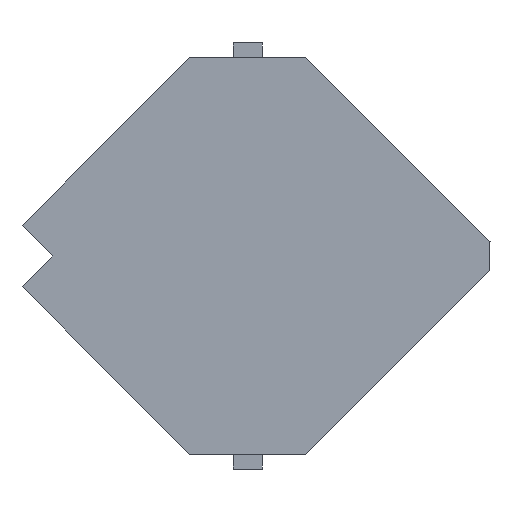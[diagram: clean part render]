
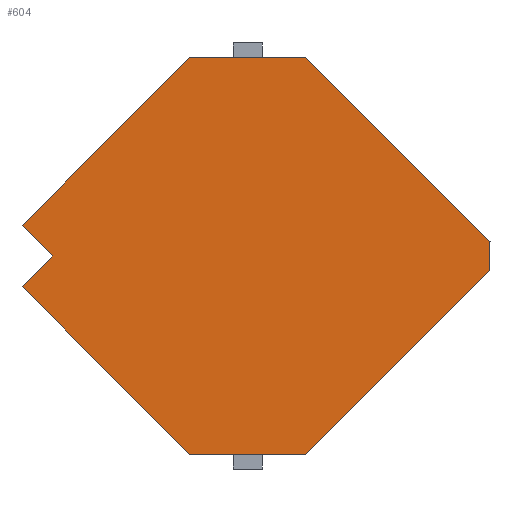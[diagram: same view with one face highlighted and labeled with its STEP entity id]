
A CAD part, front view. The second image highlights one B-rep face of the part: STEP entity #604.
In plain terms, the highlighted planar face has unit normal (0, -1, 0).
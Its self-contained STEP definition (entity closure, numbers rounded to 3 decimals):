
#61=FACE_OUTER_BOUND('',#99,.T.);
#99=EDGE_LOOP('',(#495,#496,#497,#498,#499,#500,#501,#502,#503));
#132=LINE('',#954,#194);
#135=LINE('',#959,#197);
#137=LINE('',#963,#199);
#139=LINE('',#967,#201);
#141=LINE('',#971,#203);
#143=LINE('',#975,#205);
#145=LINE('',#979,#207);
#147=LINE('',#983,#209);
#149=LINE('',#986,#211);
#194=VECTOR('',#781,10.);
#197=VECTOR('',#786,10.);
#199=VECTOR('',#790,10.);
#201=VECTOR('',#794,10.);
#203=VECTOR('',#798,10.);
#205=VECTOR('',#802,10.);
#207=VECTOR('',#806,10.);
#209=VECTOR('',#810,10.);
#211=VECTOR('',#814,10.);
#275=VERTEX_POINT('',#952);
#276=VERTEX_POINT('',#953);
#277=VERTEX_POINT('',#958);
#278=VERTEX_POINT('',#962);
#279=VERTEX_POINT('',#966);
#280=VERTEX_POINT('',#970);
#281=VERTEX_POINT('',#974);
#282=VERTEX_POINT('',#978);
#283=VERTEX_POINT('',#982);
#342=EDGE_CURVE('',#275,#276,#132,.T.);
#345=EDGE_CURVE('',#276,#277,#135,.T.);
#347=EDGE_CURVE('',#277,#278,#137,.T.);
#349=EDGE_CURVE('',#278,#279,#139,.T.);
#351=EDGE_CURVE('',#279,#280,#141,.T.);
#353=EDGE_CURVE('',#281,#280,#143,.T.);
#355=EDGE_CURVE('',#281,#282,#145,.T.);
#357=EDGE_CURVE('',#282,#283,#147,.T.);
#359=EDGE_CURVE('',#275,#283,#149,.T.);
#495=ORIENTED_EDGE('',*,*,#359,.F.);
#496=ORIENTED_EDGE('',*,*,#342,.T.);
#497=ORIENTED_EDGE('',*,*,#345,.T.);
#498=ORIENTED_EDGE('',*,*,#347,.T.);
#499=ORIENTED_EDGE('',*,*,#349,.T.);
#500=ORIENTED_EDGE('',*,*,#351,.T.);
#501=ORIENTED_EDGE('',*,*,#353,.F.);
#502=ORIENTED_EDGE('',*,*,#355,.T.);
#503=ORIENTED_EDGE('',*,*,#357,.T.);
#570=PLANE('',#676);
#604=ADVANCED_FACE('',(#61),#570,.F.);
#676=AXIS2_PLACEMENT_3D('',#987,#815,#816);
#781=DIRECTION('',(0.707,0.,-0.707));
#786=DIRECTION('',(1.,0.,0.));
#790=DIRECTION('',(0.707,0.,0.707));
#794=DIRECTION('',(0.,0.,1.));
#798=DIRECTION('',(-0.707,0.,0.707));
#802=DIRECTION('',(1.,0.,0.));
#806=DIRECTION('',(-0.707,0.,-0.707));
#810=DIRECTION('',(0.707,0.,-0.707));
#814=DIRECTION('',(0.707,0.,0.707));
#815=DIRECTION('center_axis',(0.,1.,0.));
#816=DIRECTION('ref_axis',(0.707,0.,-0.707));
#952=CARTESIAN_POINT('',(-7.778,0.,-1.061));
#953=CARTESIAN_POINT('',(-2.,0.,-6.839));
#954=CARTESIAN_POINT('',(-7.778,0.,-1.061));
#958=CARTESIAN_POINT('',(2.,0.,-6.839));
#959=CARTESIAN_POINT('',(-2.,0.,-6.839));
#962=CARTESIAN_POINT('',(8.339,0.,-0.5));
#963=CARTESIAN_POINT('',(2.,0.,-6.839));
#966=CARTESIAN_POINT('',(8.339,0.,0.5));
#967=CARTESIAN_POINT('',(8.339,0.,-0.5));
#970=CARTESIAN_POINT('',(2.,0.,6.839));
#971=CARTESIAN_POINT('',(8.339,0.,0.5));
#974=CARTESIAN_POINT('',(-2.,0.,6.839));
#975=CARTESIAN_POINT('',(-2.,0.,6.839));
#978=CARTESIAN_POINT('',(-7.778,0.,1.061));
#979=CARTESIAN_POINT('',(-2.,0.,6.839));
#982=CARTESIAN_POINT('',(-6.718,0.,0.));
#983=CARTESIAN_POINT('',(-7.778,0.,1.061));
#986=CARTESIAN_POINT('',(-7.778,0.,-1.061));
#987=CARTESIAN_POINT('Origin',(0.,0.,0.));
